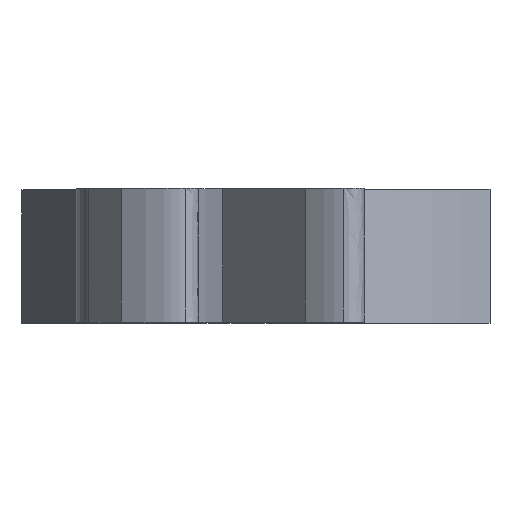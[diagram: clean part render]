
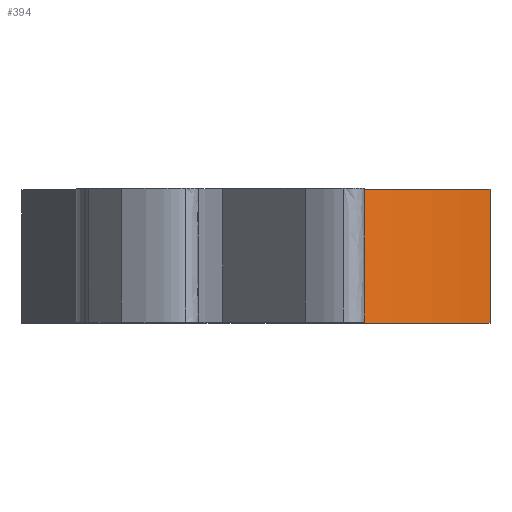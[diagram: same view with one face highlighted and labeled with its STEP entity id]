
A CAD part, top view. The second image highlights one B-rep face of the part: STEP entity #394.
In plain terms, the highlighted free-form (B-spline) face has degree [5, 1] with [25, 2] control points.
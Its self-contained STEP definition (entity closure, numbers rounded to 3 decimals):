
#19=(
BOUNDED_SURFACE()
B_SPLINE_SURFACE(5,1,((#960,#961),(#962,#963),(#964,#965),(#966,#967),(#968,
#969),(#970,#971),(#972,#973),(#974,#975),(#976,#977),(#978,#979),(#980,
#981),(#982,#983),(#984,#985),(#986,#987),(#988,#989),(#990,#991),(#992,
#993),(#994,#995),(#996,#997),(#998,#999),(#1000,#1001),(#1002,#1003),(#1004,
#1005),(#1006,#1007),(#1008,#1009)),.UNSPECIFIED.,.F.,.F.,.F.)
B_SPLINE_SURFACE_WITH_KNOTS((6,1,1,1,1,1,1,1,1,1,1,1,1,1,1,1,1,1,1,1,6),
(2,2),(0.,0.05,0.1,0.15,0.2,0.25,0.3,0.35,0.4,0.45,0.5,0.55,0.6,0.65,0.7,
0.75,0.8,0.85,0.9,0.95,1.),(0.,2.),.UNSPECIFIED.)
GEOMETRIC_REPRESENTATION_ITEM()
RATIONAL_B_SPLINE_SURFACE(((1.,1.),(1.,1.),(1.,1.),(1.,1.),(1.,1.),(1.,
1.),(1.,1.),(1.,1.),(1.,1.),(1.,1.),(1.,1.),(1.,1.),(1.,1.),(1.,1.),(1.,
1.),(1.,1.),(1.,1.),(1.,1.),(1.,1.),(1.,1.),(1.,1.),(1.,1.),(1.,1.),(1.,
1.),(1.,1.)))
REPRESENTATION_ITEM('')
SURFACE()
);
#23=(
BOUNDED_CURVE()
B_SPLINE_CURVE(5,(#588,#589,#590,#591,#592,#593,#594,#595,#596,#597,#598,
#599,#600,#601,#602,#603,#604,#605,#606,#607,#608,#609,#610,#611,#612),
 .UNSPECIFIED.,.F.,.F.)
B_SPLINE_CURVE_WITH_KNOTS((6,1,1,1,1,1,1,1,1,1,1,1,1,1,1,1,1,1,1,1,6),(0.,
0.05,0.1,0.15,0.2,0.25,0.3,0.35,0.4,0.45,0.5,0.55,0.6,0.65,0.7,0.75,0.8,
0.85,0.9,0.95,1.),.UNSPECIFIED.)
CURVE()
GEOMETRIC_REPRESENTATION_ITEM()
RATIONAL_B_SPLINE_CURVE((1.,1.,1.,1.,1.,1.,1.,1.,1.,1.,1.,1.,1.,1.,1.,1.,
1.,1.,1.,1.,1.,1.,1.,1.,1.))
REPRESENTATION_ITEM('')
);
#33=(
BOUNDED_CURVE()
B_SPLINE_CURVE(5,(#1010,#1011,#1012,#1013,#1014,#1015,#1016,#1017,#1018,
#1019,#1020,#1021,#1022,#1023,#1024,#1025,#1026,#1027,#1028,#1029,#1030,
#1031,#1032,#1033,#1034),.UNSPECIFIED.,.F.,.F.)
B_SPLINE_CURVE_WITH_KNOTS((6,1,1,1,1,1,1,1,1,1,1,1,1,1,1,1,1,1,1,1,6),(0.,
0.05,0.1,0.15,0.2,0.25,0.3,0.35,0.4,0.45,0.5,0.55,0.6,0.65,0.7,0.75,0.8,
0.85,0.9,0.95,1.),.UNSPECIFIED.)
CURVE()
GEOMETRIC_REPRESENTATION_ITEM()
RATIONAL_B_SPLINE_CURVE((1.,1.,1.,1.,1.,1.,1.,1.,1.,1.,1.,1.,1.,1.,1.,1.,
1.,1.,1.,1.,1.,1.,1.,1.,1.))
REPRESENTATION_ITEM('')
);
#37=LINE('',#558,#72);
#65=LINE('',#959,#100);
#72=VECTOR('',#431,10.);
#100=VECTOR('',#475,10.);
#133=FACE_OUTER_BOUND('',#154,.T.);
#154=EDGE_LOOP('',(#338,#339,#340,#341));
#172=VERTEX_POINT('',#555);
#173=VERTEX_POINT('',#557);
#180=VERTEX_POINT('',#586);
#202=VERTEX_POINT('',#957);
#211=EDGE_CURVE('',#172,#173,#37,.T.);
#219=EDGE_CURVE('',#172,#180,#23,.T.);
#254=EDGE_CURVE('',#180,#202,#65,.T.);
#255=EDGE_CURVE('',#173,#202,#33,.T.);
#338=ORIENTED_EDGE('',*,*,#219,.T.);
#339=ORIENTED_EDGE('',*,*,#254,.T.);
#340=ORIENTED_EDGE('',*,*,#255,.F.);
#341=ORIENTED_EDGE('',*,*,#211,.F.);
#394=ADVANCED_FACE('',(#133),#19,.T.);
#431=DIRECTION('',(0.,1.,0.));
#475=DIRECTION('',(0.,1.,0.));
#555=CARTESIAN_POINT('',(35.,0.,-25.));
#557=CARTESIAN_POINT('',(35.,20.,-25.));
#558=CARTESIAN_POINT('',(35.,0.,-25.));
#586=CARTESIAN_POINT('',(70.,0.,-92.986));
#588=CARTESIAN_POINT('Ctrl Pts',(35.,0.,-25.));
#589=CARTESIAN_POINT('Ctrl Pts',(34.599,0.,-25.42));
#590=CARTESIAN_POINT('Ctrl Pts',(33.832,0.,-26.297));
#591=CARTESIAN_POINT('Ctrl Pts',(32.784,0.,-27.723));
#592=CARTESIAN_POINT('Ctrl Pts',(31.591,0.,-29.847));
#593=CARTESIAN_POINT('Ctrl Pts',(30.446,0.,-32.874));
#594=CARTESIAN_POINT('Ctrl Pts',(29.644,0.,-36.271));
#595=CARTESIAN_POINT('Ctrl Pts',(29.18,0.,-40.027));
#596=CARTESIAN_POINT('Ctrl Pts',(29.038,0.,-44.115));
#597=CARTESIAN_POINT('Ctrl Pts',(29.201,0.,-48.494));
#598=CARTESIAN_POINT('Ctrl Pts',(29.661,0.,-53.109));
#599=CARTESIAN_POINT('Ctrl Pts',(30.422,0.,-57.885));
#600=CARTESIAN_POINT('Ctrl Pts',(31.51,0.,-62.725));
#601=CARTESIAN_POINT('Ctrl Pts',(32.968,0.,-67.515));
#602=CARTESIAN_POINT('Ctrl Pts',(34.849,0.,-72.136));
#603=CARTESIAN_POINT('Ctrl Pts',(37.212,0.,-76.471));
#604=CARTESIAN_POINT('Ctrl Pts',(40.11,0.,-80.415));
#605=CARTESIAN_POINT('Ctrl Pts',(43.581,0.,-83.887));
#606=CARTESIAN_POINT('Ctrl Pts',(47.647,0.,-86.838));
#607=CARTESIAN_POINT('Ctrl Pts',(52.312,0.,-89.241));
#608=CARTESIAN_POINT('Ctrl Pts',(57.573,0.,-91.088));
#609=CARTESIAN_POINT('Ctrl Pts',(62.254,0.,-92.122));
#610=CARTESIAN_POINT('Ctrl Pts',(66.025,0.,-92.65));
#611=CARTESIAN_POINT('Ctrl Pts',(68.656,0.,-92.892));
#612=CARTESIAN_POINT('Ctrl Pts',(70.,0.,-92.986));
#957=CARTESIAN_POINT('',(70.,20.,-92.986));
#959=CARTESIAN_POINT('',(70.,0.,-92.986));
#960=CARTESIAN_POINT('Ctrl Pts',(35.,0.,-25.));
#961=CARTESIAN_POINT('Ctrl Pts',(35.,20.,-25.));
#962=CARTESIAN_POINT('Ctrl Pts',(34.599,0.,-25.42));
#963=CARTESIAN_POINT('Ctrl Pts',(34.599,20.,-25.42));
#964=CARTESIAN_POINT('Ctrl Pts',(33.832,0.,-26.297));
#965=CARTESIAN_POINT('Ctrl Pts',(33.832,20.,-26.297));
#966=CARTESIAN_POINT('Ctrl Pts',(32.784,0.,-27.723));
#967=CARTESIAN_POINT('Ctrl Pts',(32.784,20.,-27.723));
#968=CARTESIAN_POINT('Ctrl Pts',(31.591,0.,-29.847));
#969=CARTESIAN_POINT('Ctrl Pts',(31.591,20.,-29.847));
#970=CARTESIAN_POINT('Ctrl Pts',(30.446,0.,-32.874));
#971=CARTESIAN_POINT('Ctrl Pts',(30.446,20.,-32.874));
#972=CARTESIAN_POINT('Ctrl Pts',(29.644,0.,-36.271));
#973=CARTESIAN_POINT('Ctrl Pts',(29.644,20.,-36.271));
#974=CARTESIAN_POINT('Ctrl Pts',(29.18,0.,-40.027));
#975=CARTESIAN_POINT('Ctrl Pts',(29.18,20.,-40.027));
#976=CARTESIAN_POINT('Ctrl Pts',(29.038,0.,-44.115));
#977=CARTESIAN_POINT('Ctrl Pts',(29.038,20.,-44.115));
#978=CARTESIAN_POINT('Ctrl Pts',(29.201,0.,-48.494));
#979=CARTESIAN_POINT('Ctrl Pts',(29.201,20.,-48.494));
#980=CARTESIAN_POINT('Ctrl Pts',(29.661,0.,-53.109));
#981=CARTESIAN_POINT('Ctrl Pts',(29.661,20.,-53.109));
#982=CARTESIAN_POINT('Ctrl Pts',(30.422,0.,-57.885));
#983=CARTESIAN_POINT('Ctrl Pts',(30.422,20.,-57.885));
#984=CARTESIAN_POINT('Ctrl Pts',(31.51,0.,-62.725));
#985=CARTESIAN_POINT('Ctrl Pts',(31.51,20.,-62.725));
#986=CARTESIAN_POINT('Ctrl Pts',(32.968,0.,-67.515));
#987=CARTESIAN_POINT('Ctrl Pts',(32.968,20.,-67.515));
#988=CARTESIAN_POINT('Ctrl Pts',(34.849,0.,-72.136));
#989=CARTESIAN_POINT('Ctrl Pts',(34.849,20.,-72.136));
#990=CARTESIAN_POINT('Ctrl Pts',(37.212,0.,-76.471));
#991=CARTESIAN_POINT('Ctrl Pts',(37.212,20.,-76.471));
#992=CARTESIAN_POINT('Ctrl Pts',(40.11,0.,-80.415));
#993=CARTESIAN_POINT('Ctrl Pts',(40.11,20.,-80.415));
#994=CARTESIAN_POINT('Ctrl Pts',(43.581,0.,-83.887));
#995=CARTESIAN_POINT('Ctrl Pts',(43.581,20.,-83.887));
#996=CARTESIAN_POINT('Ctrl Pts',(47.647,0.,-86.838));
#997=CARTESIAN_POINT('Ctrl Pts',(47.647,20.,-86.838));
#998=CARTESIAN_POINT('Ctrl Pts',(52.312,0.,-89.241));
#999=CARTESIAN_POINT('Ctrl Pts',(52.312,20.,-89.241));
#1000=CARTESIAN_POINT('Ctrl Pts',(57.573,0.,-91.088));
#1001=CARTESIAN_POINT('Ctrl Pts',(57.573,20.,-91.088));
#1002=CARTESIAN_POINT('Ctrl Pts',(62.254,0.,-92.122));
#1003=CARTESIAN_POINT('Ctrl Pts',(62.254,20.,-92.122));
#1004=CARTESIAN_POINT('Ctrl Pts',(66.025,0.,-92.65));
#1005=CARTESIAN_POINT('Ctrl Pts',(66.025,20.,-92.65));
#1006=CARTESIAN_POINT('Ctrl Pts',(68.656,0.,-92.892));
#1007=CARTESIAN_POINT('Ctrl Pts',(68.656,20.,-92.892));
#1008=CARTESIAN_POINT('Ctrl Pts',(70.,0.,-92.986));
#1009=CARTESIAN_POINT('Ctrl Pts',(70.,20.,-92.986));
#1010=CARTESIAN_POINT('Ctrl Pts',(35.,20.,-25.));
#1011=CARTESIAN_POINT('Ctrl Pts',(34.599,20.,-25.42));
#1012=CARTESIAN_POINT('Ctrl Pts',(33.832,20.,-26.297));
#1013=CARTESIAN_POINT('Ctrl Pts',(32.784,20.,-27.723));
#1014=CARTESIAN_POINT('Ctrl Pts',(31.591,20.,-29.847));
#1015=CARTESIAN_POINT('Ctrl Pts',(30.446,20.,-32.874));
#1016=CARTESIAN_POINT('Ctrl Pts',(29.644,20.,-36.271));
#1017=CARTESIAN_POINT('Ctrl Pts',(29.18,20.,-40.027));
#1018=CARTESIAN_POINT('Ctrl Pts',(29.038,20.,-44.115));
#1019=CARTESIAN_POINT('Ctrl Pts',(29.201,20.,-48.494));
#1020=CARTESIAN_POINT('Ctrl Pts',(29.661,20.,-53.109));
#1021=CARTESIAN_POINT('Ctrl Pts',(30.422,20.,-57.885));
#1022=CARTESIAN_POINT('Ctrl Pts',(31.51,20.,-62.725));
#1023=CARTESIAN_POINT('Ctrl Pts',(32.968,20.,-67.515));
#1024=CARTESIAN_POINT('Ctrl Pts',(34.849,20.,-72.136));
#1025=CARTESIAN_POINT('Ctrl Pts',(37.212,20.,-76.471));
#1026=CARTESIAN_POINT('Ctrl Pts',(40.11,20.,-80.415));
#1027=CARTESIAN_POINT('Ctrl Pts',(43.581,20.,-83.887));
#1028=CARTESIAN_POINT('Ctrl Pts',(47.647,20.,-86.838));
#1029=CARTESIAN_POINT('Ctrl Pts',(52.312,20.,-89.241));
#1030=CARTESIAN_POINT('Ctrl Pts',(57.573,20.,-91.088));
#1031=CARTESIAN_POINT('Ctrl Pts',(62.254,20.,-92.122));
#1032=CARTESIAN_POINT('Ctrl Pts',(66.025,20.,-92.65));
#1033=CARTESIAN_POINT('Ctrl Pts',(68.656,20.,-92.892));
#1034=CARTESIAN_POINT('Ctrl Pts',(70.,20.,-92.986));
